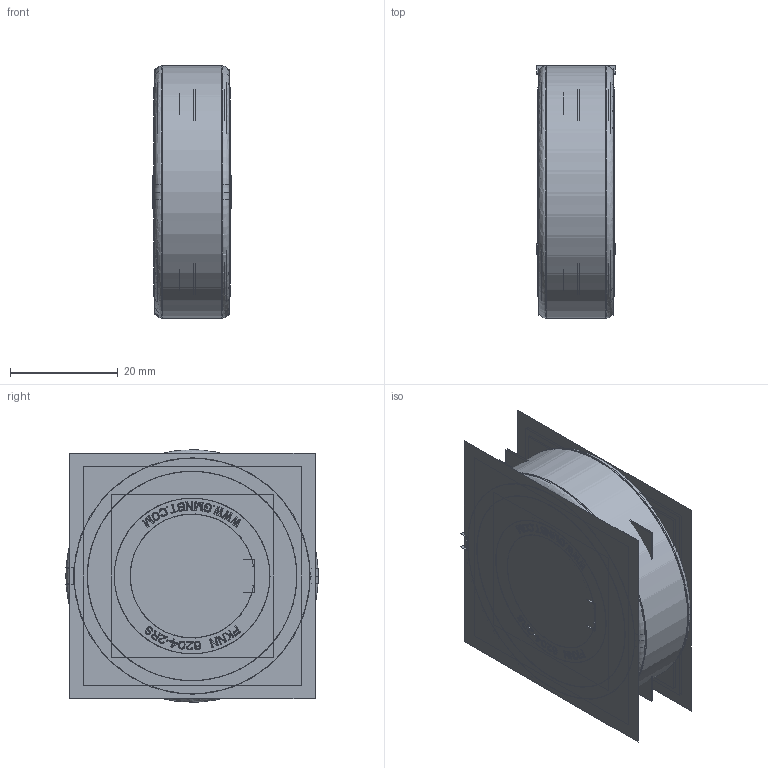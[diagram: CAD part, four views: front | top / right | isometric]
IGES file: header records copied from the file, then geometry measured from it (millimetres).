
Start section:  PTC IGES file: fknn6204-2rs.igs
Global section: file name: fknn6204-2rs.igs; native system: Creo Parametric by Parametric Technology Corporation; preprocessor: 2013150; author: sales 4; organization: Unknown; date: 20140325.121658; units: millimetre
Bounding box: 14.56 x 47.03 x 47 mm (x, y, z)
Volume: 17200.9 mm3; surface area: 136927.5 mm2
Topology: 40 solids, 40 shells, 4036 faces, 21116 edges, 26418 vertices
Faces by surface type: bspline 2452, revolution 1584
